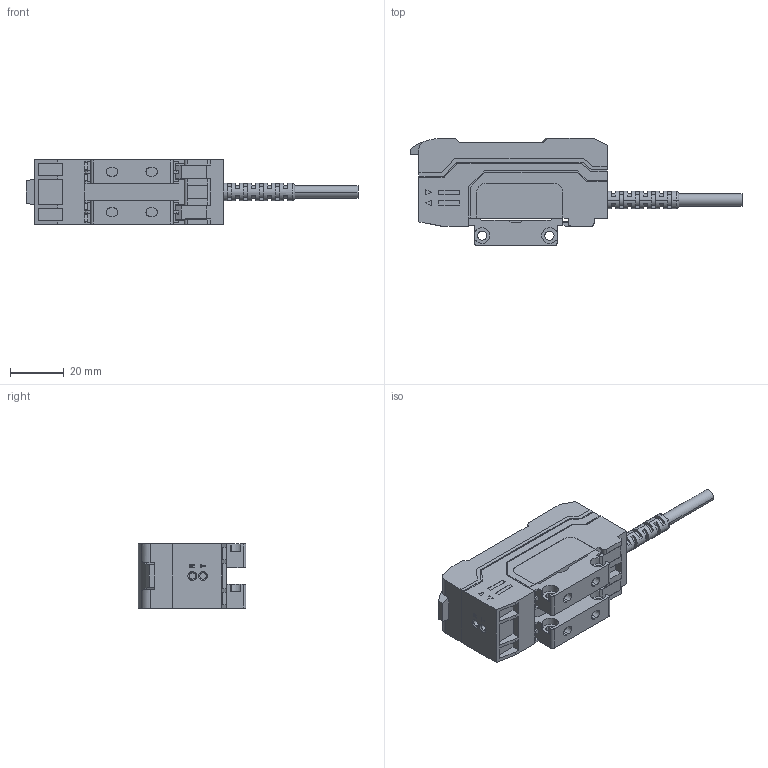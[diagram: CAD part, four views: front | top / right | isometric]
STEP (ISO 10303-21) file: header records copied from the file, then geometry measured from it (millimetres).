
FILE_DESCRIPTION((''),'2;1');
FILE_NAME('BS-301_ASM','2022-06-02T16:19:03',('Administrator'),(''),'CREO PARAMETRIC BY PTC INC, 2021023','CREO PARAMETRIC BY PTC INC, 2021023','');
FILE_SCHEMA(('CONFIG_CONTROL_DESIGN'));
Length unit declared in the file: millimetre
Products named in the file (5): PRT0001; PRT0002; S_HOOK; 0001; BS-301_ASM
Assembly tree (6 placements, depth 2):
  BS-301_ASM
    PRT0001
    PRT0002
    S_HOOK  x2
    0001  x2
Bounding box: 123.3 x 40 x 24 mm (x, y, z)
Volume: 50619.1 mm3; surface area: 20997.4 mm2
Topology: 6 solids, 6 shells, 826 faces, 2268 edges, 1502 vertices
Faces by surface type: plane 573, extrusion 111, cylinder 92, sphere 22, cone 14, torus 14
Entity records: 23909 total; most frequent: CARTESIAN_POINT 5391, ORIENTED_EDGE 3978, DIRECTION 3522, EDGE_CURVE 1989, VECTOR 1418, VERTEX_POINT 1316, LINE 1307, AXIS2_PLACEMENT_3D 1052
